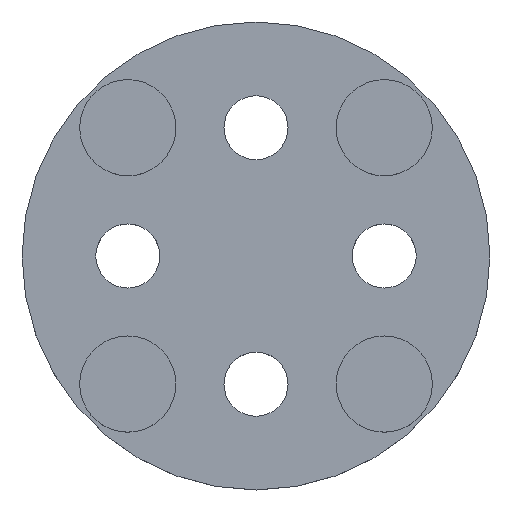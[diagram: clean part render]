
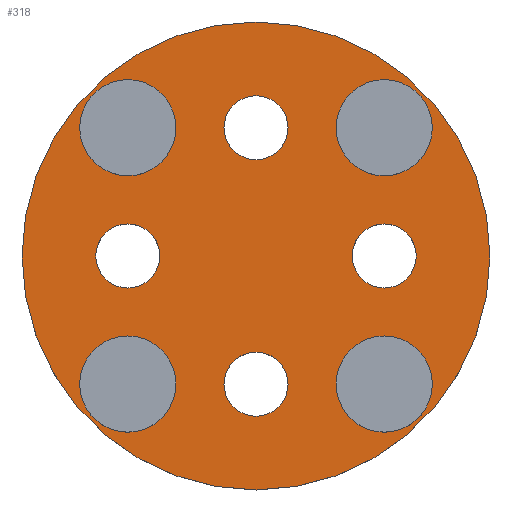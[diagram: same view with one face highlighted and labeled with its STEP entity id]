
A CAD part, top view. The second image highlights one B-rep face of the part: STEP entity #318.
In plain terms, the highlighted planar face has unit normal (0, 0, 1).
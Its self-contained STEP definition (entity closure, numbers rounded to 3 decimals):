
#44=PLANE('',#377);
#66=FACE_BOUND('',#137,.T.);
#67=FACE_BOUND('',#138,.T.);
#68=FACE_BOUND('',#139,.T.);
#69=FACE_BOUND('',#140,.T.);
#92=FACE_OUTER_BOUND('',#136,.T.);
#136=EDGE_LOOP('',(#266));
#137=EDGE_LOOP('',(#267));
#138=EDGE_LOOP('',(#268));
#139=EDGE_LOOP('',(#269));
#140=EDGE_LOOP('',(#270));
#166=CIRCLE('',#363,0.635);
#168=CIRCLE('',#366,0.635);
#170=CIRCLE('',#369,0.635);
#172=CIRCLE('',#372,0.635);
#174=CIRCLE('',#375,4.636);
#192=VERTEX_POINT('',#546);
#194=VERTEX_POINT('',#551);
#196=VERTEX_POINT('',#556);
#198=VERTEX_POINT('',#561);
#200=VERTEX_POINT('',#566);
#218=EDGE_CURVE('',#192,#192,#166,.T.);
#220=EDGE_CURVE('',#194,#194,#168,.T.);
#222=EDGE_CURVE('',#196,#196,#170,.T.);
#224=EDGE_CURVE('',#198,#198,#172,.T.);
#226=EDGE_CURVE('',#200,#200,#174,.T.);
#266=ORIENTED_EDGE('',*,*,#226,.T.);
#267=ORIENTED_EDGE('',*,*,#218,.T.);
#268=ORIENTED_EDGE('',*,*,#220,.T.);
#269=ORIENTED_EDGE('',*,*,#222,.T.);
#270=ORIENTED_EDGE('',*,*,#224,.T.);
#318=ADVANCED_FACE('',(#92,#66,#67,#68,#69),#44,.T.);
#363=AXIS2_PLACEMENT_3D('',#547,#444,#445);
#366=AXIS2_PLACEMENT_3D('',#552,#450,#451);
#369=AXIS2_PLACEMENT_3D('',#557,#456,#457);
#372=AXIS2_PLACEMENT_3D('',#562,#462,#463);
#375=AXIS2_PLACEMENT_3D('',#567,#468,#469);
#377=AXIS2_PLACEMENT_3D('',#569,#472,#473);
#444=DIRECTION('center_axis',(0.,0.,-1.));
#445=DIRECTION('ref_axis',(1.,0.,0.));
#450=DIRECTION('center_axis',(0.,0.,-1.));
#451=DIRECTION('ref_axis',(1.,0.,0.));
#456=DIRECTION('center_axis',(0.,0.,-1.));
#457=DIRECTION('ref_axis',(1.,0.,0.));
#462=DIRECTION('center_axis',(0.,0.,-1.));
#463=DIRECTION('ref_axis',(1.,0.,0.));
#468=DIRECTION('center_axis',(0.,0.,1.));
#469=DIRECTION('ref_axis',(1.,0.,0.));
#472=DIRECTION('center_axis',(0.,0.,1.));
#473=DIRECTION('ref_axis',(1.,0.,0.));
#546=CARTESIAN_POINT('',(0.635,-2.54,1.905));
#547=CARTESIAN_POINT('Origin',(0.,-2.54,1.905));
#551=CARTESIAN_POINT('',(-1.905,0.,1.905));
#552=CARTESIAN_POINT('Origin',(-2.54,0.,1.905));
#556=CARTESIAN_POINT('',(0.635,2.54,1.905));
#557=CARTESIAN_POINT('Origin',(0.,2.54,1.905));
#561=CARTESIAN_POINT('',(3.175,0.,1.905));
#562=CARTESIAN_POINT('Origin',(2.54,0.,1.905));
#566=CARTESIAN_POINT('',(4.636,0.,1.905));
#567=CARTESIAN_POINT('Origin',(0.,0.,1.905));
#569=CARTESIAN_POINT('Origin',(0.,0.,1.905));
